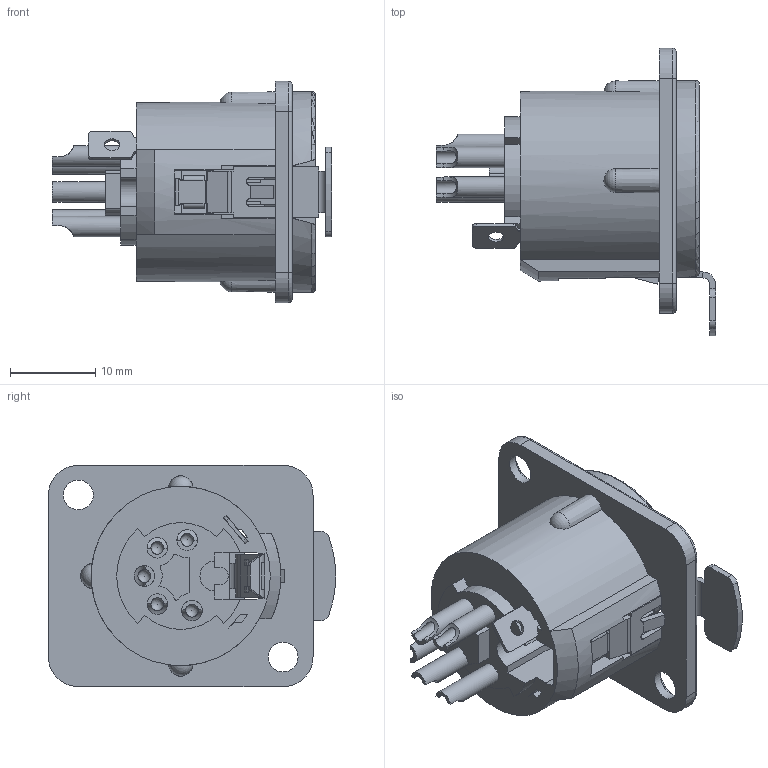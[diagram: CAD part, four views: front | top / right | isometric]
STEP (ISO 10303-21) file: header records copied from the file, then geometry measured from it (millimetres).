
FILE_DESCRIPTION(/* description */ (''),/* implementation_level */ '2;1');
FILE_NAME(/* name */ 'FC61950.stp',/* time_stamp */ '2025-04-30T15:07:12+01:00',/* author */ ('tottley'),/* organization */ (''),/* preprocessor_version */ 'ST-DEVELOPER v20',/* originating_system */ 'Autodesk Inventor 2025',/* authorisation */ '');
FILE_SCHEMA (('AUTOMOTIVE_DESIGN { 1 0 10303 214 3 1 1 }'));
Length unit declared in the file: millimetre
Products named in the file (1): Part31
Bounding box: 32.72 x 33.67 x 25.94 mm (x, y, z)
Volume: 6750.2 mm3; surface area: 6571.8 mm2
Topology: 1 solids, 1 shells, 601 faces, 1705 edges, 1126 vertices
Faces by surface type: plane 392, cylinder 144, bspline 34, cone 12, torus 11, sphere 8
Full cylindrical faces by diameter (mm): 1.3 x5, 1.5 x10, 1.8 x1, 2.4 x5, 3.5 x2, 5.8 x2, 15.75 x1
Entity records: 21064 total; most frequent: CARTESIAN_POINT 4808, ORIENTED_EDGE 3400, DIRECTION 3040, EDGE_CURVE 1700, LINE 1196, VECTOR 1196, VERTEX_POINT 1126, AXIS2_PLACEMENT_3D 922
